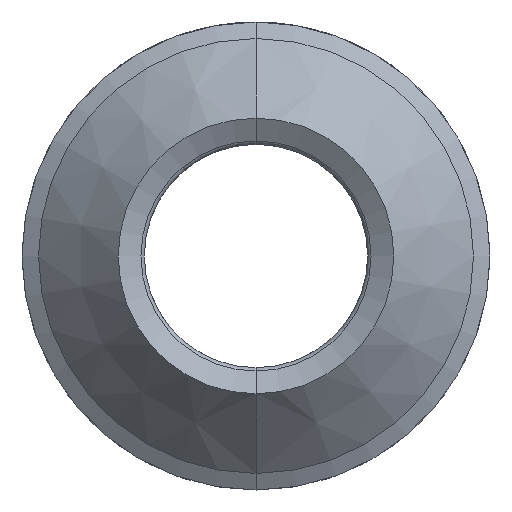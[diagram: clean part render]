
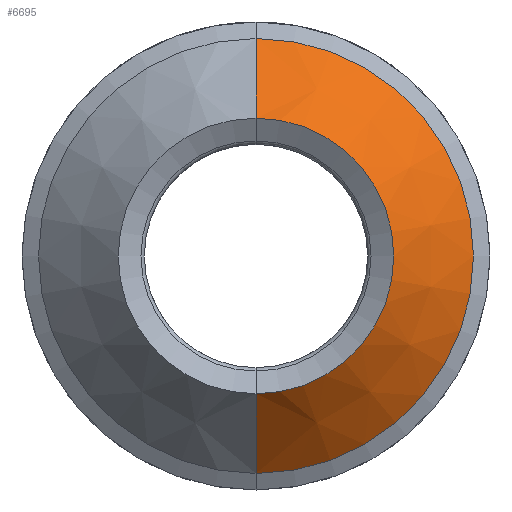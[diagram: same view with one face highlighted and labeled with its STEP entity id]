
A CAD part, front view. The second image highlights one B-rep face of the part: STEP entity #6695.
In plain terms, the highlighted conical face has half-angle 45 degrees and reference radius 4.647 mm.
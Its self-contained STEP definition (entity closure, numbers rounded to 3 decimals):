
#105 = EDGE_CURVE ( 'NONE', #1153, #3365, #6139, .T. ) ;
#271 = AXIS2_PLACEMENT_3D ( 'NONE', #730, #728, #726 ) ;
#318 = EDGE_CURVE ( 'NONE', #1153, #3554, #6235, .T. ) ;
#361 = EDGE_CURVE ( 'NONE', #3365, #1090, #6279, .T. ) ;
#726 = DIRECTION ( 'NONE',  ( 0., 0., 1. ) ) ;
#728 = DIRECTION ( 'NONE',  ( 0., 1., 0. ) ) ;
#730 = CARTESIAN_POINT ( 'NONE',  ( 153.22, 88.791, 0. ) ) ;
#893 = CARTESIAN_POINT ( 'NONE',  ( 153.22, 88.791, 4.647 ) ) ;
#1090 = VERTEX_POINT ( 'NONE', #893 ) ;
#1153 = VERTEX_POINT ( 'NONE', #7675 ) ;
#1772 = AXIS2_PLACEMENT_3D ( 'NONE', #2777, #2776, #2775 ) ;
#2596 = AXIS2_PLACEMENT_3D ( 'NONE', #4284, #4285, #4286 ) ;
#2775 = DIRECTION ( 'NONE',  ( 0., 0., -1. ) ) ;
#2776 = DIRECTION ( 'NONE',  ( 0., -1., 0. ) ) ;
#2777 = CARTESIAN_POINT ( 'NONE',  ( 153.22, 87.088, 0. ) ) ;
#2985 = EDGE_LOOP ( 'NONE', ( #7551, #7531, #7536, #7495 ) ) ;
#3202 = EDGE_CURVE ( 'NONE', #3554, #1090, #4556, .T. ) ;
#3365 = VERTEX_POINT ( 'NONE', #4308 ) ;
#3554 = VERTEX_POINT ( 'NONE', #5538 ) ;
#4284 = CARTESIAN_POINT ( 'NONE',  ( 153.22, 88.791, 0. ) ) ;
#4285 = DIRECTION ( 'NONE',  ( 0., -1., 0. ) ) ;
#4286 = DIRECTION ( 'NONE',  ( 0., 0., -1. ) ) ;
#4308 = CARTESIAN_POINT ( 'NONE',  ( 153.22, 87.088, 2.945 ) ) ;
#4556 = CIRCLE ( 'NONE', #2596, 4.647 ) ;
#5538 = CARTESIAN_POINT ( 'NONE',  ( 153.22, 88.791, -4.647 ) ) ;
#6139 = CIRCLE ( 'NONE', #1772, 2.945 ) ;
#6235 = LINE ( 'NONE', #7121, #6238 ) ;
#6238 = VECTOR ( 'NONE', #7134, 1000. ) ;
#6279 = LINE ( 'NONE', #6970, #6286 ) ;
#6286 = VECTOR ( 'NONE', #6974, 1000. ) ;
#6695 = ADVANCED_FACE ( 'NONE', ( #7774 ), #7782, .T. ) ;
#6970 = CARTESIAN_POINT ( 'NONE',  ( 153.22, 88.791, 4.647 ) ) ;
#6974 = DIRECTION ( 'NONE',  ( 0., 0.707, 0.707 ) ) ;
#7121 = CARTESIAN_POINT ( 'NONE',  ( 153.22, 88.791, -4.647 ) ) ;
#7134 = DIRECTION ( 'NONE',  ( 0., 0.707, -0.707 ) ) ;
#7495 = ORIENTED_EDGE ( 'NONE', *, *, #361, .F. ) ;
#7531 = ORIENTED_EDGE ( 'NONE', *, *, #318, .T. ) ;
#7536 = ORIENTED_EDGE ( 'NONE', *, *, #3202, .T. ) ;
#7551 = ORIENTED_EDGE ( 'NONE', *, *, #105, .F. ) ;
#7675 = CARTESIAN_POINT ( 'NONE',  ( 153.22, 87.088, -2.945 ) ) ;
#7774 = FACE_OUTER_BOUND ( 'NONE', #2985, .T. ) ;
#7782 = CONICAL_SURFACE ( 'NONE', #271, 4.647, 0.785 ) ;
